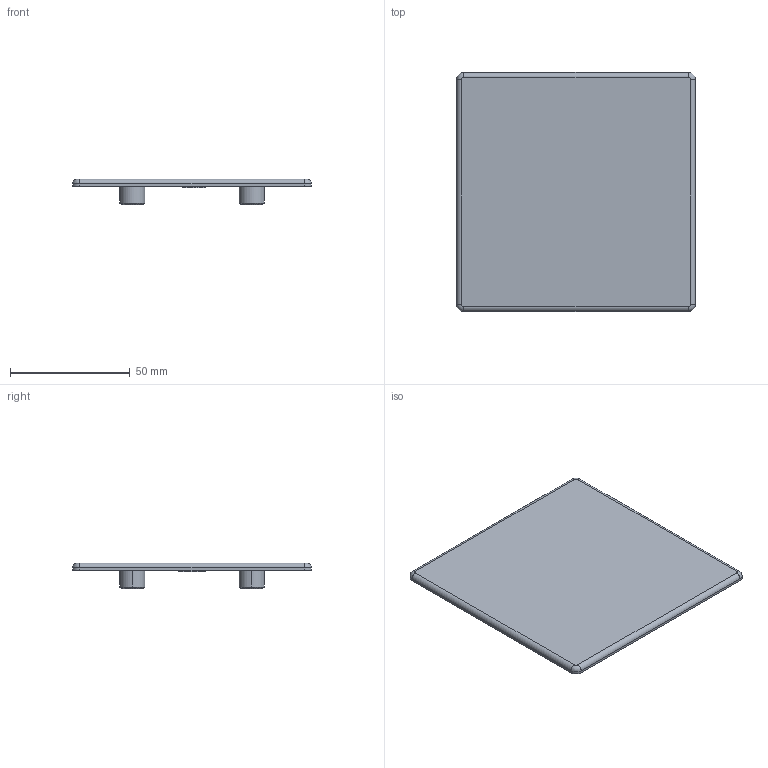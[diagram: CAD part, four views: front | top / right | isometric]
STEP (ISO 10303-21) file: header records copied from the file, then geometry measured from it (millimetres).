
FILE_DESCRIPTION (( 'STEP AP203' ), '1' );
FILE_NAME ('084.201.068.STEP', '2015-02-10T10:10:41', ( '' ), ( '' ), 'SwSTEP 2.0', 'SolidWorks 2012', '' );
FILE_SCHEMA (( 'CONFIG_CONTROL_DESIGN' ));
Length unit declared in the file: millimetre
Products named in the file (1): 084.201.068
Bounding box: 100 x 100 x 10.75 mm (x, y, z)
Volume: 30437 mm3; surface area: 22731.2 mm2
Topology: 3 solids, 3 shells, 84 faces, 190 edges, 116 vertices
Faces by surface type: cylinder 24, bspline 23, plane 17, torus 12, cone 8
Entity records: 2547 total; most frequent: CARTESIAN_POINT 708, ORIENTED_EDGE 380, DIRECTION 330, EDGE_CURVE 190, AXIS2_PLACEMENT_3D 130, VERTEX_POINT 116, EDGE_LOOP 90, FACE_OUTER_BOUND 84
